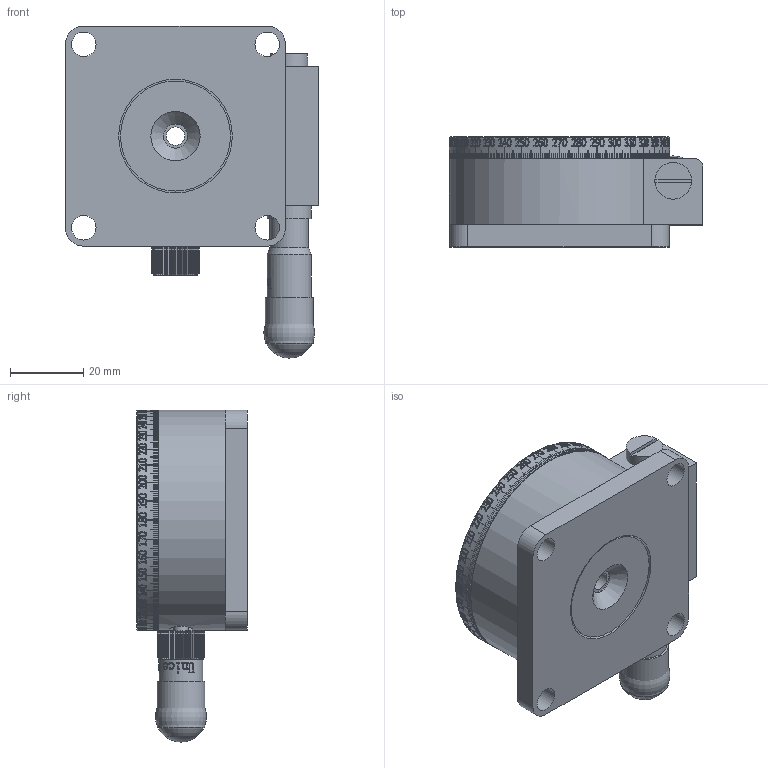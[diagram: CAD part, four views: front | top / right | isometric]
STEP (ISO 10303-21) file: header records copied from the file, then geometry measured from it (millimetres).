
FILE_DESCRIPTION (( 'STEP AP203' ), '1' );
FILE_NAME ('06RSP-6M.STEP', '2023-11-23T03:19:17', ( '' ), ( '' ), 'SwSTEP 2.0', 'SolidWorks 2022', '' );
FILE_SCHEMA (( 'CONFIG_CONTROL_DESIGN' ));
Products named in the file (1): 06RSP-6M
Bounding box: 69 x 30 x 90.5 mm (x, y, z)
Surface area: 26065.2 mm2 (no closed solid volume)
Topology: 0 solids, 140 shells, 817 faces, 7499 edges, 6431 vertices
Faces by surface type: plane 367, cylinder 255, bspline 109, cone 82, torus 4
Full cylindrical faces by diameter (mm): 2.5 x1, 3.3 x4, 4 x1, 5 x5, 6.5 x2, 6.6 x1, 6.7 x4, 7.2 x1, 8.5 x1, 10 x1, 10.5 x1, 10.6 x1, 12 x2, 13 x1, 30 x1, 31 x1, 60 x1
Entity records: 126568 total; most frequent: CARTESIAN_POINT 79628, ORIENTED_EDGE 9015, EDGE_CURVE 7447, DIRECTION 7315, VERTEX_POINT 6419, VECTOR 3165, LINE 3165, B_SPLINE_CURVE_WITH_KNOTS 2912
